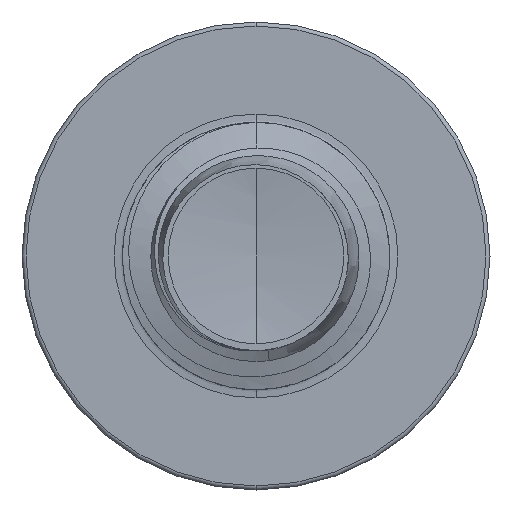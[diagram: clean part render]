
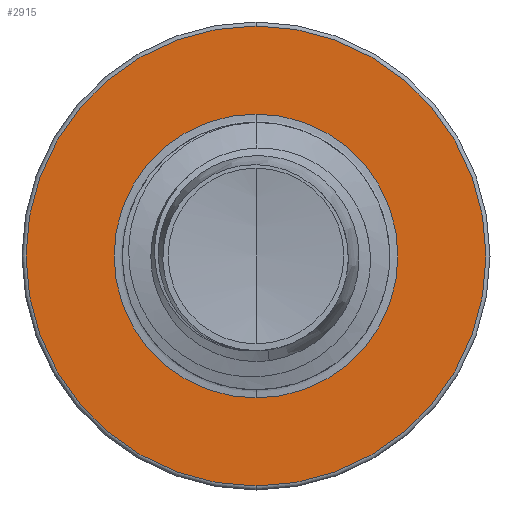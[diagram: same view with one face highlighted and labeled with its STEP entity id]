
A CAD part, front view. The second image highlights one B-rep face of the part: STEP entity #2915.
In plain terms, the highlighted planar face has unit normal (0, -1, 0).
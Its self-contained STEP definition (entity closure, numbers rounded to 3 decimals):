
#51 = CIRCLE ( 'NONE', #3750, 3.186 ) ;
#968 = VERTEX_POINT ( 'NONE', #14677 ) ;
#1237 = CARTESIAN_POINT ( 'NONE',  ( 0., 7.5, -3.186 ) ) ;
#2001 = FACE_OUTER_BOUND ( 'NONE', #13235, .T. ) ;
#2140 = ORIENTED_EDGE ( 'NONE', *, *, #11874, .F. ) ;
#2303 = DIRECTION ( 'NONE',  ( 0., 0., 1. ) ) ;
#2324 = DIRECTION ( 'NONE',  ( 0., 1., 0. ) ) ;
#2357 = CARTESIAN_POINT ( 'NONE',  ( 0., 7.5, -3.186 ) ) ;
#2370 = VERTEX_POINT ( 'NONE', #1237 ) ;
#2380 = PLANE ( 'NONE',  #10721 ) ;
#2786 = AXIS2_PLACEMENT_3D ( 'NONE', #4324, #4315, #4297 ) ;
#2915 = ADVANCED_FACE ( 'NONE', ( #2001, #15936 ), #2380, .F. ) ;
#3750 = AXIS2_PLACEMENT_3D ( 'NONE', #16205, #16190, #16183 ) ;
#4297 = DIRECTION ( 'NONE',  ( 0., 0., 1. ) ) ;
#4315 = DIRECTION ( 'NONE',  ( 0., 1., 0. ) ) ;
#4324 = CARTESIAN_POINT ( 'NONE',  ( 0., 7.5, 0. ) ) ;
#4526 = DIRECTION ( 'NONE',  ( 0., 1., 0. ) ) ;
#4556 = ORIENTED_EDGE ( 'NONE', *, *, #14515, .F. ) ;
#4724 = ORIENTED_EDGE ( 'NONE', *, *, #8064, .T. ) ;
#5038 = ORIENTED_EDGE ( 'NONE', *, *, #5952, .T. ) ;
#5790 = CIRCLE ( 'NONE', #6482, 3.186 ) ;
#5952 = EDGE_CURVE ( 'NONE', #2370, #968, #51, .T. ) ;
#6482 = AXIS2_PLACEMENT_3D ( 'NONE', #7629, #7605, #7583 ) ;
#6711 = CIRCLE ( 'NONE', #2786, 5.16 ) ;
#7226 = EDGE_LOOP ( 'NONE', ( #4724, #5038 ) ) ;
#7583 = DIRECTION ( 'NONE',  ( 0., 0., 1. ) ) ;
#7605 = DIRECTION ( 'NONE',  ( 0., 1., 0. ) ) ;
#7629 = CARTESIAN_POINT ( 'NONE',  ( 0., 7.5, 0. ) ) ;
#8064 = EDGE_CURVE ( 'NONE', #968, #2370, #5790, .T. ) ;
#10721 = AXIS2_PLACEMENT_3D ( 'NONE', #2357, #2324, #2303 ) ;
#11667 = CIRCLE ( 'NONE', #12557, 5.16 ) ;
#11776 = CARTESIAN_POINT ( 'NONE',  ( 0., 7.5, 0. ) ) ;
#11874 = EDGE_CURVE ( 'NONE', #13380, #12340, #6711, .T. ) ;
#12340 = VERTEX_POINT ( 'NONE', #15494 ) ;
#12557 = AXIS2_PLACEMENT_3D ( 'NONE', #11776, #4526, #12613 ) ;
#12613 = DIRECTION ( 'NONE',  ( 0., 0., 1. ) ) ;
#13235 = EDGE_LOOP ( 'NONE', ( #2140, #4556 ) ) ;
#13380 = VERTEX_POINT ( 'NONE', #13526 ) ;
#13526 = CARTESIAN_POINT ( 'NONE',  ( 0., 7.5, 5.16 ) ) ;
#14515 = EDGE_CURVE ( 'NONE', #12340, #13380, #11667, .T. ) ;
#14677 = CARTESIAN_POINT ( 'NONE',  ( 0., 7.5, 3.186 ) ) ;
#15494 = CARTESIAN_POINT ( 'NONE',  ( 0., 7.5, -5.16 ) ) ;
#15936 = FACE_BOUND ( 'NONE', #7226, .T. ) ;
#16183 = DIRECTION ( 'NONE',  ( 0., 0., 1. ) ) ;
#16190 = DIRECTION ( 'NONE',  ( 0., 1., 0. ) ) ;
#16205 = CARTESIAN_POINT ( 'NONE',  ( 0., 7.5, 0. ) ) ;
